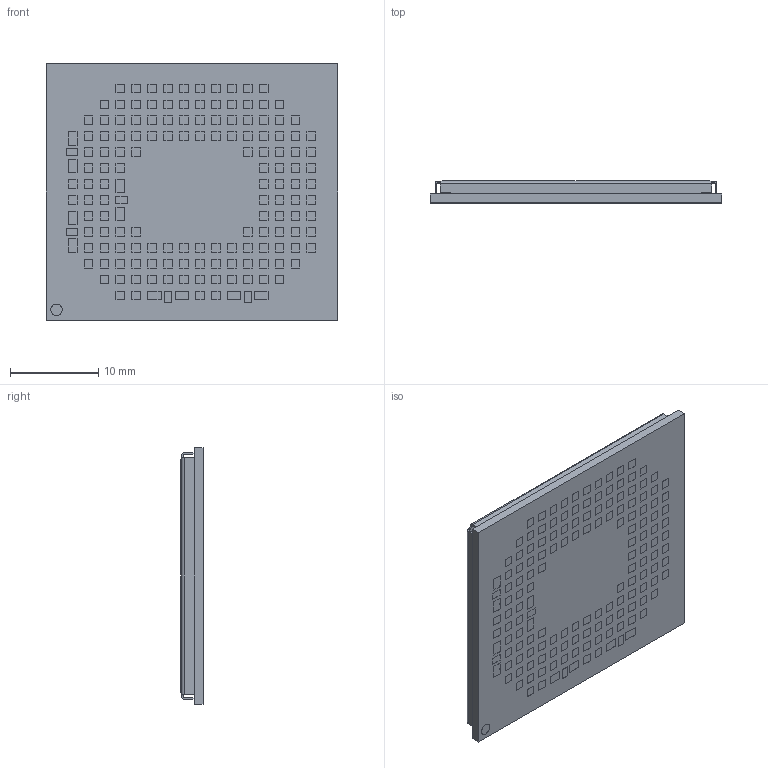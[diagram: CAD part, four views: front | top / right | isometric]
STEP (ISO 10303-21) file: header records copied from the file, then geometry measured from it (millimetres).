
FILE_DESCRIPTION (( 'STEP AP214' ), '1' );
FILE_NAME ('PLS8-USR4.STEP', '2019-10-30T12:04:16', ( '' ), ( '' ), 'SwSTEP 2.0', 'SolidWorks 2017', '' );
FILE_SCHEMA (( 'AUTOMOTIVE_DESIGN' ));
Length unit declared in the file: millimetre
Products named in the file (1): PLS8-USR4
Bounding box: 33 x 2.5 x 29 mm (x, y, z)
Volume: 1201.1 mm3; surface area: 6428.1 mm2
Topology: 164 solids, 164 shells, 1830 faces, 4001 edges, 2662 vertices
Faces by surface type: plane 1785, cylinder 45
Entity records: 50548 total; most frequent: CARTESIAN_POINT 8494, ORIENTED_EDGE 8002, DIRECTION 7753, EDGE_CURVE 4001, LINE 3911, VECTOR 3911, VERTEX_POINT 2662, EDGE_LOOP 1993
